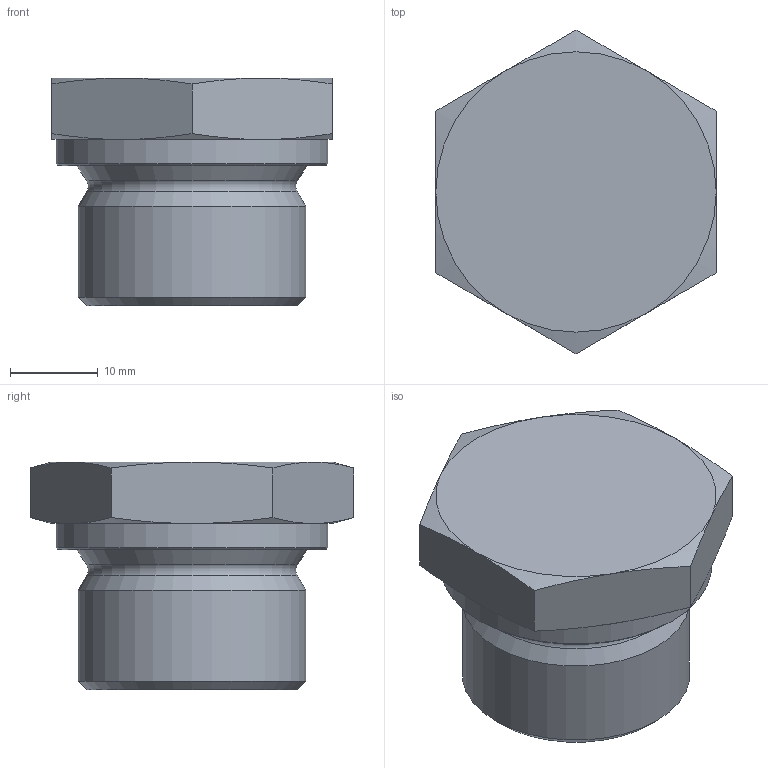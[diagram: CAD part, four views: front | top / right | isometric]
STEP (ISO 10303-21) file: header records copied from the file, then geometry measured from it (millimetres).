
FILE_DESCRIPTION((''),'2;1');
FILE_NAME('7100026.stp','2014-09-03T14:08:28',(''),('KNOMI spol. s r. o.'),'Autodesk Inventor 2012','Autodesk Inventor 2012','');
FILE_SCHEMA(('AUTOMOTIVE_DESIGN { 1 2 10303 214 0 1 1 1 }'));
Length unit declared in the file: millimetre
Products named in the file (1): ZOKA M26
Bounding box: 32 x 36.95 x 26 mm (x, y, z)
Volume: 16663.3 mm3; surface area: 4064.8 mm2
Topology: 1 solids, 1 shells, 29 faces, 58 edges, 33 vertices
Faces by surface type: cone 16, plane 10, cylinder 2, torus 1
Full cylindrical faces by diameter (mm): 26 x1, 31 x1
Entity records: 704 total; most frequent: CARTESIAN_POINT 162, DIRECTION 108, ORIENTED_EDGE 102, AXIS2_PLACEMENT_3D 51, EDGE_CURVE 51, EDGE_LOOP 38, VERTEX_POINT 33, FACE_OUTER_BOUND 29
